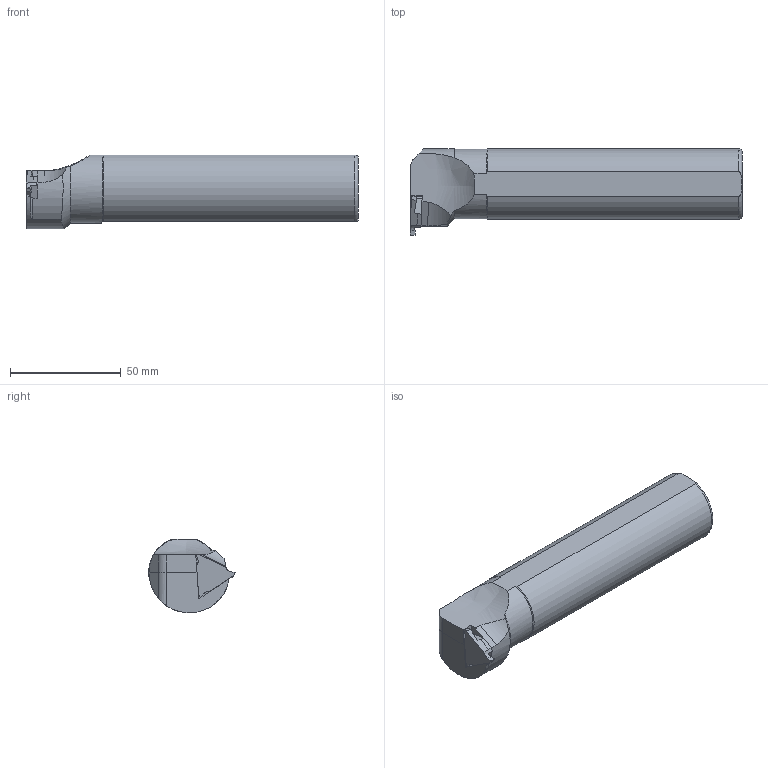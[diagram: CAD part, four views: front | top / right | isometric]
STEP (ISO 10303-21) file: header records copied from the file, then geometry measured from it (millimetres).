
FILE_DESCRIPTION(/* description */ (''),/* implementation_level */ '2;1');
FILE_NAME(/* name */ 'AIKT-QC22-R-32-_1-2.3__x_t.stp',/* time_stamp */ '2023-10-13T17:53:50+03:00',/* author */ (''),/* organization */ (''),/* preprocessor_version */ 'ST-DEVELOPER v19.4',/* originating_system */ 'SIEMENS PLM Software NX2306.3001',/* authorisation */ '');
FILE_SCHEMA (('AUTOMOTIVE_DESIGN { 1 0 10303 214 3 1 1 1 }'));
Length unit declared in the file: millimetre
Products named in the file (1): AIKT-QC22-R-32-_1-2.3__x_t_objects
Bounding box: 150 x 39.2 x 33.22 mm (x, y, z)
Volume: 116254.8 mm3; surface area: 17212.9 mm2
Topology: 2 solids, 2 shells, 58 faces, 160 edges, 106 vertices
Faces by surface type: plane 34, cylinder 15, bspline 4, cone 3, torus 2
Entity records: 2259 total; most frequent: CARTESIAN_POINT 830, ORIENTED_EDGE 316, DIRECTION 250, EDGE_CURVE 158, VERTEX_POINT 105, AXIS2_PLACEMENT_3D 87, LINE 76, VECTOR 76
